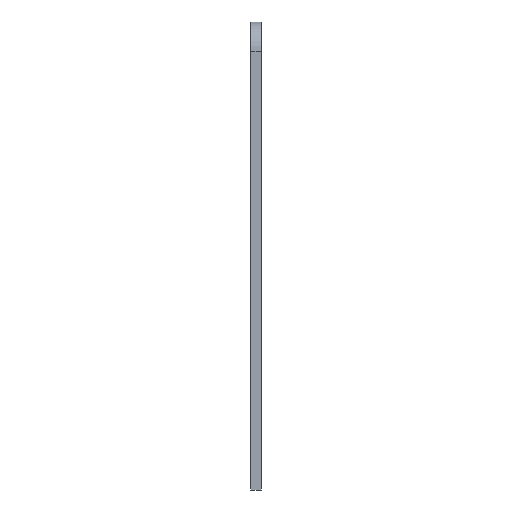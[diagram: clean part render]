
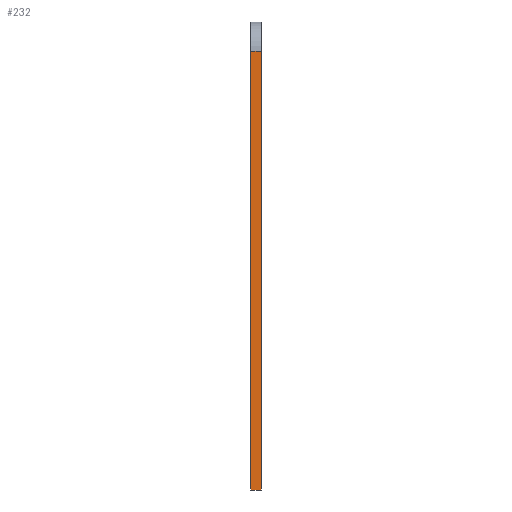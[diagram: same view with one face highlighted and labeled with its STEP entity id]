
A CAD part, left-side view. The second image highlights one B-rep face of the part: STEP entity #232.
In plain terms, the highlighted planar face has unit normal (-1, 0, 0).
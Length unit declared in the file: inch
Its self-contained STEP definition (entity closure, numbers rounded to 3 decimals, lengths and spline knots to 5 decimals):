
#232=ADVANCED_FACE('',(#316),#288,.F.);
#288=PLANE('',#1151);
#316=FACE_OUTER_BOUND('',#358,.T.);
#358=EDGE_LOOP('',(#452,#453,#454,#455));
#452=ORIENTED_EDGE('',*,*,#836,.T.);
#453=ORIENTED_EDGE('',*,*,#837,.F.);
#454=ORIENTED_EDGE('',*,*,#838,.F.);
#455=ORIENTED_EDGE('',*,*,#839,.T.);
#736=VERTEX_POINT('',#1577);
#737=VERTEX_POINT('',#1578);
#738=VERTEX_POINT('',#1580);
#739=VERTEX_POINT('',#1582);
#836=EDGE_CURVE('',#736,#737,#978,.T.);
#837=EDGE_CURVE('',#738,#737,#979,.T.);
#838=EDGE_CURVE('',#739,#738,#980,.T.);
#839=EDGE_CURVE('',#739,#736,#981,.T.);
#978=LINE('',#1576,#1064);
#979=LINE('',#1579,#1065);
#980=LINE('',#1581,#1066);
#981=LINE('',#1583,#1067);
#1064=VECTOR('',#1265,1.);
#1065=VECTOR('',#1266,1.);
#1066=VECTOR('',#1267,1.);
#1067=VECTOR('',#1268,1.);
#1151=AXIS2_PLACEMENT_3D('',#1584,#1269,#1270);
#1265=DIRECTION('',(0.,0.,-1.));
#1266=DIRECTION('',(0.,1.,0.));
#1267=DIRECTION('',(0.,0.,-1.));
#1268=DIRECTION('',(0.,1.,0.));
#1269=DIRECTION('',(1.,0.,0.));
#1270=DIRECTION('',(0.,0.,-1.));
#1576=CARTESIAN_POINT('',(7.5,0.25,6.));
#1577=CARTESIAN_POINT('',(7.5,0.25,6.));
#1578=CARTESIAN_POINT('',(7.5,0.25,2.25));
#1579=CARTESIAN_POINT('',(7.5,0.157,2.25));
#1580=CARTESIAN_POINT('',(7.5,0.157,2.25));
#1581=CARTESIAN_POINT('',(7.5,0.157,6.));
#1582=CARTESIAN_POINT('',(7.5,0.157,6.));
#1583=CARTESIAN_POINT('',(7.5,0.157,6.));
#1584=CARTESIAN_POINT('',(7.5,0.157,6.));
